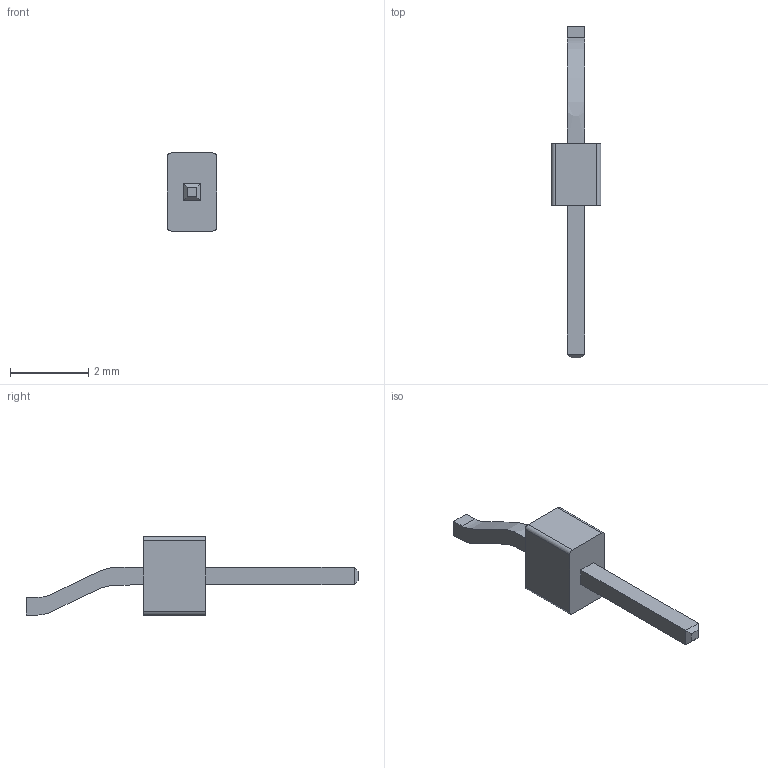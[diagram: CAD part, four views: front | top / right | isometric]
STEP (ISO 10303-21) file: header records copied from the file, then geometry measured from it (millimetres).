
FILE_DESCRIPTION(/* description */ (''),/* implementation_level */ '2;1');
FILE_NAME(/* name */ 'single 1.27mm male pin v3.step',/* time_stamp */ '2018-09-26T16:32:16+01:00',/* author */ ('eric.n.tech'),/* organization */ (''),/* preprocessor_version */ 'ST-DEVELOPER v17.2',/* originating_system */ 'Autodesk Translation Framework v7.6.0.251',/* authorisation */ '');
FILE_SCHEMA (('AUTOMOTIVE_DESIGN { 1 0 10303 214 3 1 1 }'));
Length unit declared in the file: millimetre
Products named in the file (1): single 1.27mm male pin
Bounding box: 1.27 x 8.5 x 2 mm (x, y, z)
Volume: 5.4 mm3; surface area: 28.5 mm2
Topology: 3 solids, 3 shells, 28 faces, 62 edges, 40 vertices
Faces by surface type: plane 22, cylinder 4, bspline 2
Entity records: 859 total; most frequent: CARTESIAN_POINT 197, ORIENTED_EDGE 124, DIRECTION 120, EDGE_CURVE 62, LINE 50, VECTOR 50, VERTEX_POINT 40, AXIS2_PLACEMENT_3D 35
